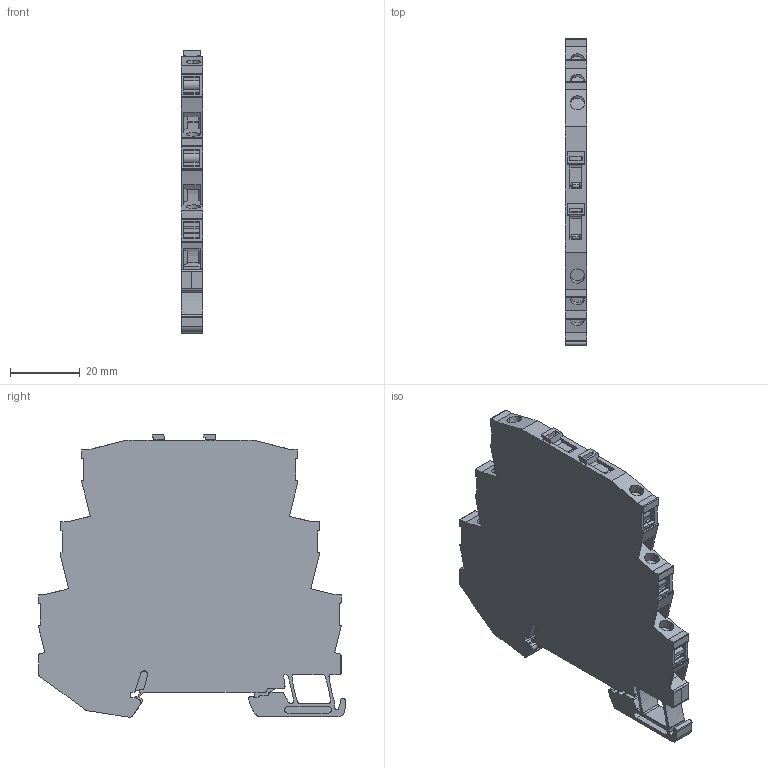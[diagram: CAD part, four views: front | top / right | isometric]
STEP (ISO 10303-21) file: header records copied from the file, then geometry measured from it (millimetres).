
FILE_DESCRIPTION(('CATIA V5 STEP Exchange','CAx-IF Rec.Pracs.--- Model Styling and Organization---1.5--- 2016-08-15','CAx-IF Rec.Pracs.---Supplemental Geometry---1.0---2011-11-01','CAx-IF Rec.Pracs.--- Composite Materials ---1.1---2010-07-15'),'2;1');
FILE_NAME ('9324307_3', '2025-09-23T06:53:49+00:00', ('none'), ('Weidmueller'), 'CATIA Version 5-6 Release 2024 SP4', 'CATIA V5 STEP AP214 v3', 'none');
FILE_SCHEMA(('AUTOMOTIVE_DESIGN { 1 0 10303 214 1 1 1 1 }'));
Length unit declared in the file: millimetre
Products named in the file (1): 1064220000
Bounding box: 6.1 x 88.11 x 81.14 mm (x, y, z)
Volume: 25521.7 mm3; surface area: 22559 mm2
Topology: 13 solids, 13 shells, 850 faces, 2603 edges, 1797 vertices
Faces by surface type: plane 565, cylinder 271, extrusion 14
Entity records: 28431 total; most frequent: CARTESIAN_POINT 5682, ORIENTED_EDGE 5206, DIRECTION 3897, EDGE_CURVE 2603, VECTOR 1959, LINE 1945, VERTEX_POINT 1797, AXIS2_PLACEMENT_3D 1263
